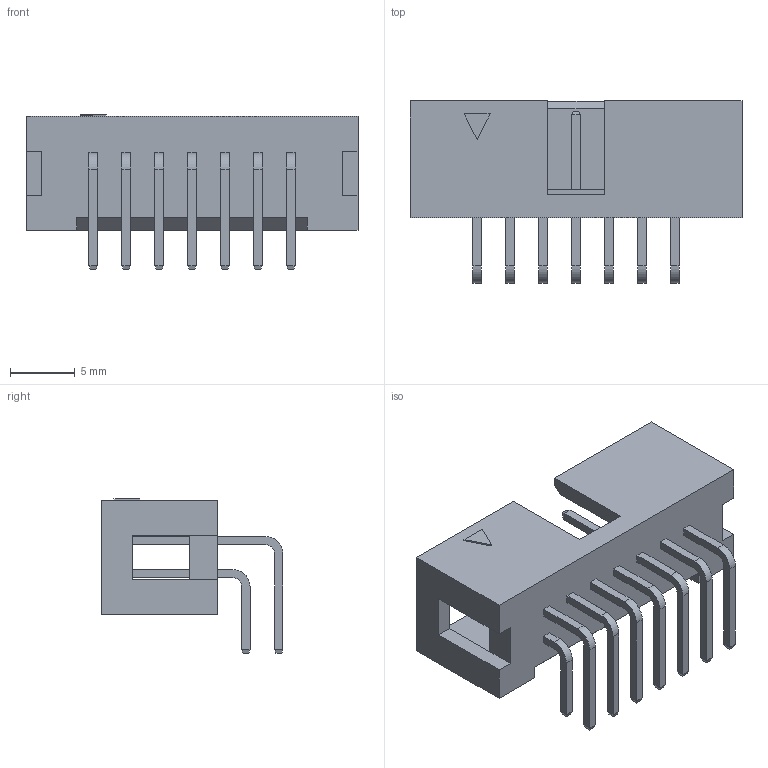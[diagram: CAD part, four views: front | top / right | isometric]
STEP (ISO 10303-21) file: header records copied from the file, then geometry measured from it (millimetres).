
FILE_DESCRIPTION (( 'STEP AP214' ), '1' );
FILE_NAME ('User Library-DS1013-14R (IDC-14R CONNFLY).STEP', '2020-02-19T07:26:37', ( '' ), ( '' ), 'SwSTEP 2.0', 'SolidWorks 2019', '' );
FILE_SCHEMA (( 'AUTOMOTIVE_DESIGN' ));
Length unit declared in the file: millimetre
Products named in the file (1): User Library-DS1013-14R (IDC-14R CONNFLY)
Bounding box: 25.58 x 14.02 x 11.9 mm (x, y, z)
Volume: 998.7 mm3; surface area: 1953 mm2
Topology: 1 solids, 1 shells, 344 faces, 831 edges, 514 vertices
Faces by surface type: plane 316, cylinder 28
Entity records: 10149 total; most frequent: CARTESIAN_POINT 1690, ORIENTED_EDGE 1662, DIRECTION 1577, EDGE_CURVE 831, LINE 775, VECTOR 775, VERTEX_POINT 514, AXIS2_PLACEMENT_3D 401
